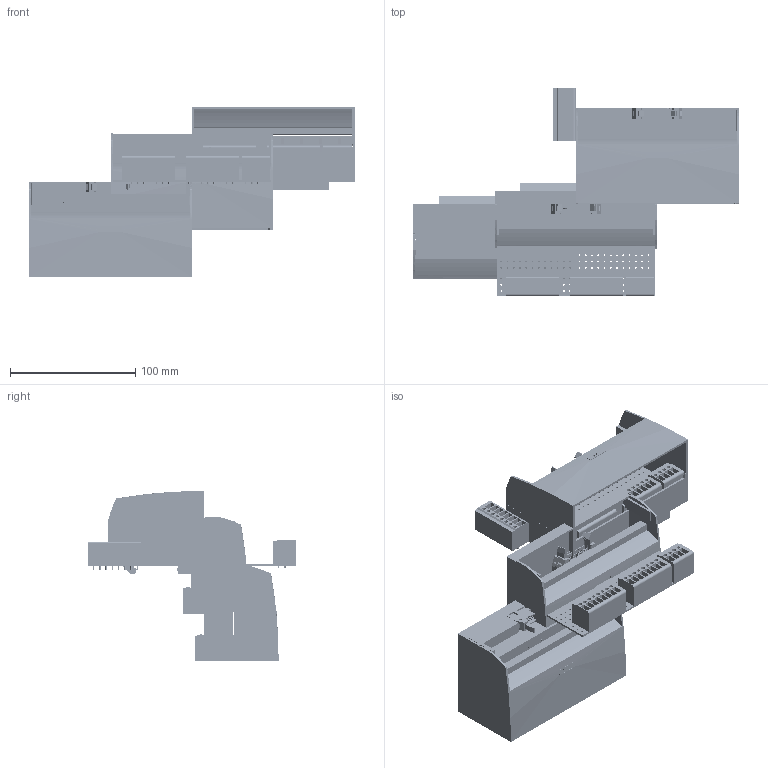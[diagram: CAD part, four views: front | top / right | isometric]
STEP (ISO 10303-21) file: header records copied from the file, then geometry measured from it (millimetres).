
FILE_DESCRIPTION( ( 'Unknown' ), '1' );
FILE_NAME( '6es79240bg200ba0_002_stp.stp', 'Unknown', ( 'Unknown' ), ( 'Unknown' ), 'PSStep 13.0', 'Unknown', ' ' );
FILE_SCHEMA( ( 'AUTOMOTIVE_DESIGN { 1 0 10303 214 1 1 1 1 }' ) );
Length unit declared in the file: millimetre
Products named in the file (52): Device_G4-oa2_0; 6es79240bg200ba0_001; Motherboard-G4_-oa1_0; Assem1; PCB-G4_1; PHX FRONT 2,5-V -Block 4+0+0_0; FCI-71918-116BLF_2; PHX FRONT 2,5-V Block 8+0+0_2; PHX FRONT 2,5-V Block 8+0+0-oa0; C98130-A7800-C031_1; C98130-A7800-C033_1; C98130-A7800-C032_1; SIEMENS-Kleber-17x4,5_2; C98130-A7800-X483_0
Bounding box: 260 x 166.5 x 136 mm (x, y, z)
Volume: 738454.3 mm3; surface area: 510537.3 mm2
Topology: 158 solids, 158 shells, 6558 faces, 18261 edges, 12731 vertices
Faces by surface type: plane 4414, cylinder 1936, extrusion 208
Full cylindrical faces by diameter (mm): 0.5 x10, 1.02 x330, 1.2 x85, 1.3 x200, 1.4 x1080, 3 x100, 4 x8
Entity records: 62911 total; most frequent: CARTESIAN_POINT 13145, DIRECTION 7198, ORIENTED_EDGE 6924, EDGE_CURVE 3462, EDGE_LOOP 2666, VECTOR 2606, VERTEX_POINT 2554, LINE 2538
